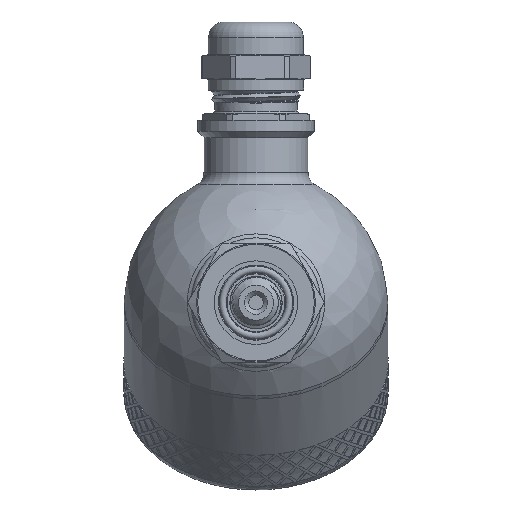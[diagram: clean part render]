
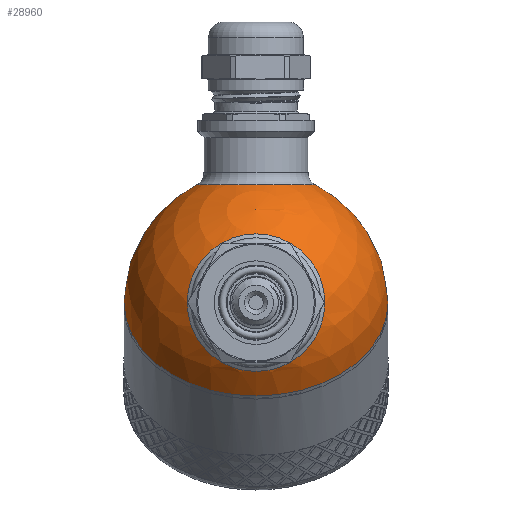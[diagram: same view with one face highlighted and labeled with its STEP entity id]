
A CAD part, left-side view. The second image highlights one B-rep face of the part: STEP entity #28960.
In plain terms, the highlighted spherical face has radius 30 mm.
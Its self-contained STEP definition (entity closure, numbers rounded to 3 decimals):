
#145=SPHERICAL_SURFACE('',#30780,30.);
#283=FACE_BOUND('',#4238,.T.);
#284=FACE_BOUND('',#4239,.T.);
#2382=FACE_OUTER_BOUND('',#4237,.T.);
#4237=EDGE_LOOP('',(#20920,#20921,#20922,#20923));
#4238=EDGE_LOOP('',(#20924));
#4239=EDGE_LOOP('',(#20925));
#5991=CIRCLE('',#30703,30.);
#5992=CIRCLE('',#30704,30.);
#6019=CIRCLE('',#30776,13.5);
#6022=CIRCLE('',#30781,30.);
#6023=CIRCLE('',#30782,15.643);
#11415=VERTEX_POINT('',#38055);
#11416=VERTEX_POINT('',#38057);
#11943=VERTEX_POINT('',#44821);
#11945=VERTEX_POINT('',#44828);
#11946=VERTEX_POINT('',#44830);
#14529=EDGE_CURVE('',#11415,#11416,#5991,.T.);
#14530=EDGE_CURVE('',#11416,#11415,#5992,.T.);
#15323=EDGE_CURVE('',#11943,#11943,#6019,.T.);
#15326=EDGE_CURVE('',#11416,#11945,#6022,.T.);
#15327=EDGE_CURVE('',#11946,#11946,#6023,.T.);
#20920=ORIENTED_EDGE('',*,*,#14530,.F.);
#20921=ORIENTED_EDGE('',*,*,#15326,.T.);
#20922=ORIENTED_EDGE('',*,*,#15326,.F.);
#20923=ORIENTED_EDGE('',*,*,#14529,.F.);
#20924=ORIENTED_EDGE('',*,*,#15327,.F.);
#20925=ORIENTED_EDGE('',*,*,#15323,.F.);
#28960=ADVANCED_FACE('',(#2382,#283,#284),#145,.T.);
#30703=AXIS2_PLACEMENT_3D('',#38058,#32356,#32357);
#30704=AXIS2_PLACEMENT_3D('',#38059,#32358,#32359);
#30776=AXIS2_PLACEMENT_3D('',#44822,#32780,#32781);
#30780=AXIS2_PLACEMENT_3D('',#44827,#32788,#32789);
#30781=AXIS2_PLACEMENT_3D('',#44829,#32790,#32791);
#30782=AXIS2_PLACEMENT_3D('',#44831,#32792,#32793);
#32356=DIRECTION('center_axis',(1.,0.,0.));
#32357=DIRECTION('ref_axis',(0.,1.,0.));
#32358=DIRECTION('center_axis',(1.,0.,0.));
#32359=DIRECTION('ref_axis',(0.,1.,0.));
#32780=DIRECTION('center_axis',(-0.707,0.,-0.707));
#32781=DIRECTION('ref_axis',(-0.707,0.,0.707));
#32788=DIRECTION('center_axis',(1.,0.,0.));
#32789=DIRECTION('ref_axis',(0.,-1.,0.));
#32790=DIRECTION('center_axis',(0.,0.,1.));
#32791=DIRECTION('ref_axis',(0.,1.,0.));
#32792=DIRECTION('center_axis',(-0.707,0.,0.707));
#32793=DIRECTION('ref_axis',(0.707,0.,0.707));
#38055=CARTESIAN_POINT('',(0.,-30.,0.));
#38057=CARTESIAN_POINT('',(0.,30.,0.));
#38058=CARTESIAN_POINT('Origin',(0.,0.,0.));
#38059=CARTESIAN_POINT('Origin',(0.,0.,0.));
#44821=CARTESIAN_POINT('',(-9.398,0.,-28.49));
#44822=CARTESIAN_POINT('Origin',(-18.944,0.,-18.944));
#44827=CARTESIAN_POINT('Origin',(0.,0.,0.));
#44828=CARTESIAN_POINT('',(-30.,0.,0.));
#44829=CARTESIAN_POINT('Origin',(0.,0.,0.));
#44830=CARTESIAN_POINT('',(-29.162,0.,7.04));
#44831=CARTESIAN_POINT('Origin',(-18.101,0.,18.101));
